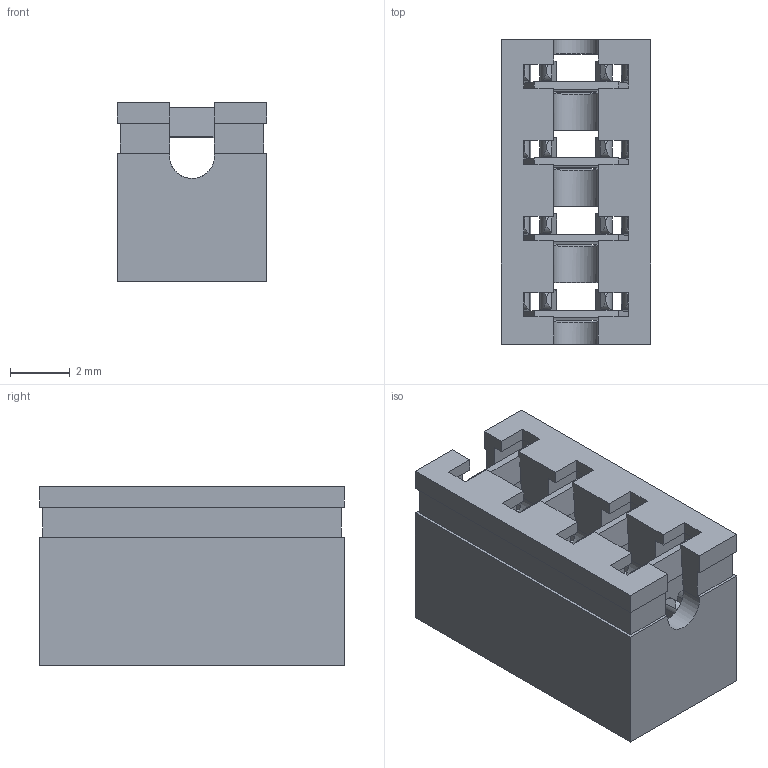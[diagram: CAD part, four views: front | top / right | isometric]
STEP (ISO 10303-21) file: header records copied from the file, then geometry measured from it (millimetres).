
FILE_DESCRIPTION( ( 'Unknown' ), '1' );
FILE_NAME( '60910413421.stp', 'Unknown', ( 'Unknown' ), ( 'Unknown' ), 'PSStep 14.0', 'Unknown', ' ' );
FILE_SCHEMA( ( 'AUTOMOTIVE_DESIGN { 1 0 10303 214 1 1 1 1 }' ) );
Length unit declared in the file: millimetre
Products named in the file (3): Assem1; 6091xx13421; 60910413421
Assembly tree (5 placements, depth 2):
  Assem1
    6091xx13421  x4
    60910413421
Bounding box: 5 x 10.16 x 5.98 mm (x, y, z)
Volume: 171.1 mm3; surface area: 742.6 mm2
Topology: 5 solids, 5 shells, 470 faces, 1248 edges, 784 vertices
Faces by surface type: plane 297, cylinder 165, extrusion 8
Entity records: 7378 total; most frequent: CARTESIAN_POINT 1126, ORIENTED_EDGE 1020, DIRECTION 944, EDGE_CURVE 510, VECTOR 408, LINE 406, VERTEX_POINT 328, AXIS2_PLACEMENT_3D 268
